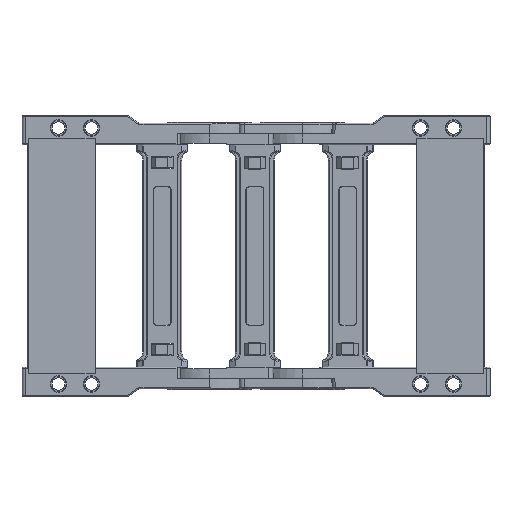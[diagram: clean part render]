
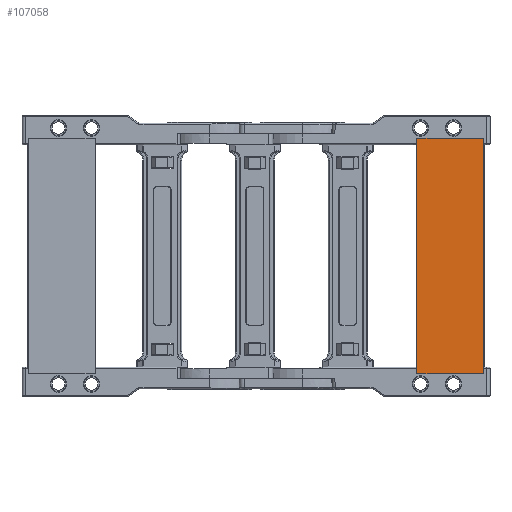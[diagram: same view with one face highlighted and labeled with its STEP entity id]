
A CAD part, front view. The second image highlights one B-rep face of the part: STEP entity #107058.
In plain terms, the highlighted planar face has unit normal (0, -1, 0).
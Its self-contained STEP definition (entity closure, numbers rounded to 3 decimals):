
#750 = DIRECTION ( 'NONE',  ( 0., 0., 1. ) ) ;
#4702 = CARTESIAN_POINT ( 'NONE',  ( 14.726, -20.5, 118. ) ) ;
#9097 = DIRECTION ( 'NONE',  ( -1., 0., 0. ) ) ;
#14780 = CARTESIAN_POINT ( 'NONE',  ( 44.962, -20.5, 11.35 ) ) ;
#15658 = CARTESIAN_POINT ( 'NONE',  ( 44.962, -20.5, 118. ) ) ;
#15737 = VECTOR ( 'NONE', #35858, 1000. ) ;
#26261 = VECTOR ( 'NONE', #89712, 1000. ) ;
#29815 = LINE ( 'NONE', #121334, #26261 ) ;
#35329 = LINE ( 'NONE', #66232, #57235 ) ;
#35858 = DIRECTION ( 'NONE',  ( -1., 0., 0. ) ) ;
#35963 = DIRECTION ( 'NONE',  ( -1., 0., 0. ) ) ;
#36137 = EDGE_CURVE ( 'NONE', #62145, #54438, #82004, .T. ) ;
#51987 = FACE_OUTER_BOUND ( 'NONE', #98255, .T. ) ;
#53306 = ORIENTED_EDGE ( 'NONE', *, *, #36137, .F. ) ;
#54438 = VERTEX_POINT ( 'NONE', #67163 ) ;
#57235 = VECTOR ( 'NONE', #750, 1000. ) ;
#57457 = EDGE_CURVE ( 'NONE', #62145, #97878, #35329, .T. ) ;
#58148 = DIRECTION ( 'NONE',  ( 0., -1., 0. ) ) ;
#62145 = VERTEX_POINT ( 'NONE', #14780 ) ;
#63260 = CARTESIAN_POINT ( 'NONE',  ( 44.962, -20.5, 11.35 ) ) ;
#66232 = CARTESIAN_POINT ( 'NONE',  ( 44.962, -20.5, 11.35 ) ) ;
#66788 = VECTOR ( 'NONE', #9097, 1000. ) ;
#67163 = CARTESIAN_POINT ( 'NONE',  ( 14.726, -20.5, 11.35 ) ) ;
#69472 = EDGE_CURVE ( 'NONE', #54438, #104528, #29815, .T. ) ;
#71327 = LINE ( 'NONE', #78797, #15737 ) ;
#71909 = EDGE_CURVE ( 'NONE', #97878, #104528, #71327, .T. ) ;
#78797 = CARTESIAN_POINT ( 'NONE',  ( 44.962, -20.5, 118. ) ) ;
#82004 = LINE ( 'NONE', #63260, #66788 ) ;
#89712 = DIRECTION ( 'NONE',  ( 0., 0., 1. ) ) ;
#96086 = ORIENTED_EDGE ( 'NONE', *, *, #57457, .T. ) ;
#97878 = VERTEX_POINT ( 'NONE', #15658 ) ;
#98255 = EDGE_LOOP ( 'NONE', ( #96086, #119118, #123891, #53306 ) ) ;
#104528 = VERTEX_POINT ( 'NONE', #4702 ) ;
#107058 = ADVANCED_FACE ( 'NONE', ( #51987 ), #121363, .T. ) ;
#119118 = ORIENTED_EDGE ( 'NONE', *, *, #71909, .T. ) ;
#121334 = CARTESIAN_POINT ( 'NONE',  ( 14.726, -20.5, 11.35 ) ) ;
#121363 = PLANE ( 'NONE',  #122441 ) ;
#122309 = CARTESIAN_POINT ( 'NONE',  ( 44.962, -20.5, 11.35 ) ) ;
#122441 = AXIS2_PLACEMENT_3D ( 'NONE', #122309, #58148, #35963 ) ;
#123891 = ORIENTED_EDGE ( 'NONE', *, *, #69472, .F. ) ;
